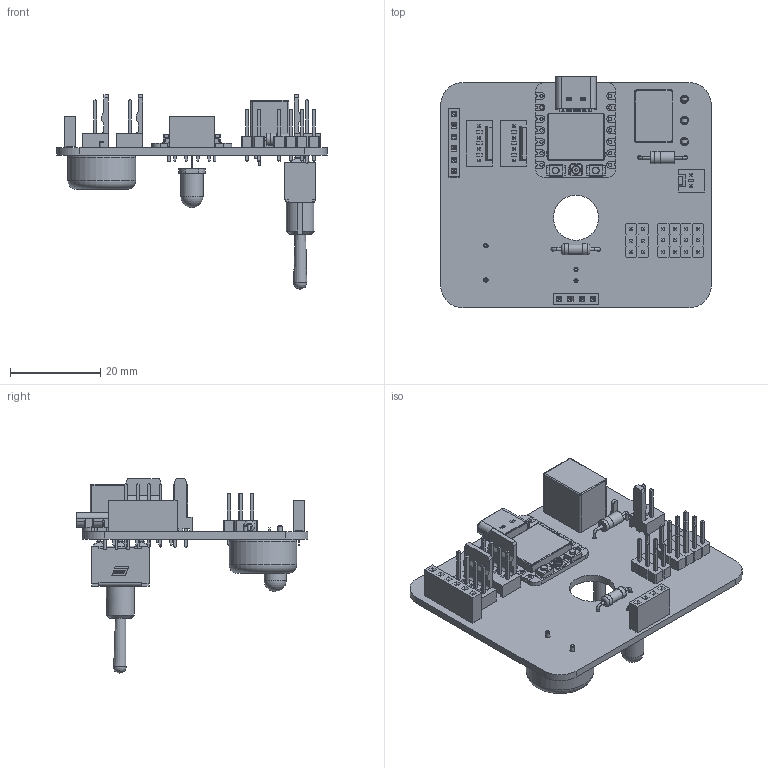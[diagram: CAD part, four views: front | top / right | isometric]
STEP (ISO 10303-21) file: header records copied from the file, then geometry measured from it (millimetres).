
FILE_DESCRIPTION(('KiCad electronic assembly'),'2;1');
FILE_NAME('CarteDummy.step','2024-09-11T21:08:11',('Pcbnew'),('Kicad'), 'Open CASCADE STEP processor 7.8','KiCad to STEP converter','Unknown' );
FILE_SCHEMA(('AUTOMOTIVE_DESIGN { 1 0 10303 214 1 1 1 1 }'));
Length unit declared in the file: millimetre
Products named in the file (26): CarteDummy 1; D_A-405_P10.16mm_Horizontal; PinSocket_1x04_P2.54mm_Vertical; PinSocket_1x04_P254mm_Vertical; PinHeader_1x03_P2.54mm_Vertical; PinHeader_1x03_P254mm_Vertical; PinSocket_1x06_P2.54mm_Vertical; PinSocket_1x06_P254mm_Vertical; Molex_KK-254_AE-6410-04A_1x04_P2.54mm_Vertical; Molex_AE_6410_04A; R_Axial_DIN0207_L6.3mm_D2.5mm_P10.16mm_Horizontal; R_Axial_DIN0207_L63mm_D25mm_P1016mm_Horizontal; Molex_KK-254_AE-6410-02A_1x02_P2.54mm_Vertical; Molex_AE_6410_02A; Converter_DCDC_RECOM_R-78E-0.5_THT; Converter_DCDC_RECOM_R_78E_05_THT; Seeed Studio XIAO-ESP32-C3; Seeed Studio XIAO-ESP32-C3 v15; LED_D5.0mm; 100SP1T1B4M2QE; 100SPxT1B4M2xE.stp; Buzzer_15x7.5RM7.6; Buzzer_15x75RM76; CarteDummy_PCB
Assembly tree (31 placements, depth 3):
  CarteDummy 1
    D_A-405_P10.16mm_Horizontal
      D_A-405_P10.16mm_Horizontal
    PinSocket_1x04_P2.54mm_Vertical
      PinSocket_1x04_P254mm_Vertical
    PinHeader_1x03_P2.54mm_Vertical  x6
      PinHeader_1x03_P254mm_Vertical
    PinSocket_1x06_P2.54mm_Vertical
      PinSocket_1x06_P254mm_Vertical
    Molex_KK-254_AE-6410-04A_1x04_P2.54mm_Vertical  x2
      Molex_AE_6410_04A
    R_Axial_DIN0207_L6.3mm_D2.5mm_P10.16mm_Horizontal
      R_Axial_DIN0207_L63mm_D25mm_P1016mm_Horizontal
    Molex_KK-254_AE-6410-02A_1x02_P2.54mm_Vertical
      Molex_AE_6410_02A
    Converter_DCDC_RECOM_R-78E-0.5_THT
      Converter_DCDC_RECOM_R_78E_05_THT
    Seeed Studio XIAO-ESP32-C3
      Seeed Studio XIAO-ESP32-C3 v15
    LED_D5.0mm
      LED_D5.0mm
    100SP1T1B4M2QE
      100SPxT1B4M2xE.stp
    Buzzer_15x7.5RM7.6
      Buzzer_15x75RM76
    CarteDummy_PCB
Bounding box: 60 x 51.42 x 43.09 mm (x, y, z)
Volume: 10054.4 mm3; surface area: 14102.9 mm2
Topology: 49 solids, 53 shells, 2307 faces, 5752 edges, 3680 vertices
Faces by surface type: plane 1901, cylinder 339, torus 31, sphere 21, cone 12, bspline 3
Full cylindrical faces by diameter (mm): 0.5 x6, 0.6 x10, 0.7 x2, 0.75 x14, 0.8 x2, 0.9 x6, 1 x33, 1.19 x10, 1.5 x2, 1.524 x6, 1.65 x2, 1.85 x3, 1.9 x1, 2 x3, 2.25 x1, 2.5 x2, 2.7 x2, 2.72 x1, 4.2 x1, 4.9 x1, 10 x1, 15 x1
Entity records: 60389 total; most frequent: CARTESIAN_POINT 9701, ORIENTED_EDGE 9106, DIRECTION 8977, EDGE_CURVE 4553, LINE 3779, VECTOR 3779, VERTEX_POINT 2938, AXIS2_PLACEMENT_3D 2599
